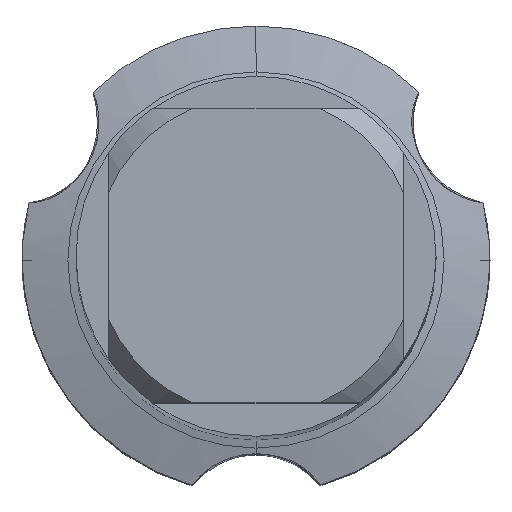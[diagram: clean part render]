
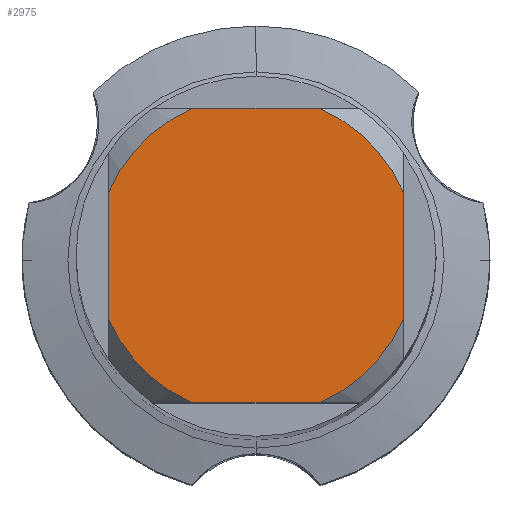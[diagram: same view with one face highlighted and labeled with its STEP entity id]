
A CAD part, top view. The second image highlights one B-rep face of the part: STEP entity #2975.
In plain terms, the highlighted planar face has unit normal (0, 0, 1).
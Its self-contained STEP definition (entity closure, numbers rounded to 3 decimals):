
#1973=VERTEX_POINT('',#5775);
#2335=VERTEX_POINT('',#6174);
#2731=VERTEX_POINT('',#6607);
#2843=VERTEX_POINT('',#6730);
#2867=VERTEX_POINT('',#6758);
#2975=ADVANCED_FACE('',(#6872),#6873,.T.);
#3365=VERTEX_POINT('',#7298);
#3433=EDGE_CURVE('',#1973,#2731,#7369,.T.);
#3571=EDGE_CURVE('',#4389,#2731,#7515,.T.);
#4017=VERTEX_POINT('',#8004);
#4019=EDGE_CURVE('',#4017,#2843,#8006,.T.);
#4081=EDGE_CURVE('',#2867,#2335,#8074,.T.);
#4389=VERTEX_POINT('',#8409);
#4435=EDGE_CURVE('',#1973,#2335,#8459,.T.);
#4659=EDGE_CURVE('',#4389,#3365,#8697,.T.);
#5039=EDGE_CURVE('',#4017,#3365,#9113,.T.);
#5079=EDGE_CURVE('',#2867,#2843,#9157,.T.);
#5775=CARTESIAN_POINT('',(1.939,4.5,0.0));
#6174=CARTESIAN_POINT('',(-1.939,4.5,0.0));
#6607=CARTESIAN_POINT('',(4.5,1.939,0.0));
#6730=CARTESIAN_POINT('',(-4.5,-1.939,0.0));
#6758=CARTESIAN_POINT('',(-4.5,1.939,0.0));
#6872=FACE_OUTER_BOUND('',#11849,.T.);
#6873=PLANE('',#11850);
#7298=CARTESIAN_POINT('',(1.939,-4.5,0.0));
#7369=CIRCLE('',#12714,4.9);
#7515=LINE('',#12974,#12975);
#8004=CARTESIAN_POINT('',(-1.939,-4.5,0.0));
#8006=CIRCLE('',#13751,4.9);
#8074=CIRCLE('',#13869,4.9);
#8409=CARTESIAN_POINT('',(4.5,-1.939,0.0));
#8459=LINE('',#14563,#14564);
#8697=CIRCLE('',#15018,4.9);
#9113=LINE('',#15763,#15764);
#9157=LINE('',#15841,#15842);
#11849=EDGE_LOOP('',(#18591,#18592,#18593,#18594,#18595,#18596,#18597,#18598));
#11850=AXIS2_PLACEMENT_3D('',#18599,#18600,#18601);
#12714=AXIS2_PLACEMENT_3D('',#19111,#19112,#19113);
#12974=CARTESIAN_POINT('',(4.5,1.225,0.0));
#12975=VECTOR('',#19227,1.0);
#13751=AXIS2_PLACEMENT_3D('',#19759,#19760,#19761);
#13869=AXIS2_PLACEMENT_3D('',#19835,#19836,#19837);
#14563=CARTESIAN_POINT('',(0.0,4.5,0.0));
#14564=VECTOR('',#20250,1.0);
#15018=AXIS2_PLACEMENT_3D('',#20580,#20581,#20582);
#15763=CARTESIAN_POINT('',(0.0,-4.5,0.0));
#15764=VECTOR('',#21037,1.0);
#15841=CARTESIAN_POINT('',(-4.5,1.225,0.0));
#15842=VECTOR('',#21088,1.0);
#18591=ORIENTED_EDGE('',*,*,#5079,.T.);
#18592=ORIENTED_EDGE('',*,*,#4019,.F.);
#18593=ORIENTED_EDGE('',*,*,#5039,.T.);
#18594=ORIENTED_EDGE('',*,*,#4659,.F.);
#18595=ORIENTED_EDGE('',*,*,#3571,.T.);
#18596=ORIENTED_EDGE('',*,*,#3433,.F.);
#18597=ORIENTED_EDGE('',*,*,#4435,.T.);
#18598=ORIENTED_EDGE('',*,*,#4081,.F.);
#18599=CARTESIAN_POINT('',(0.0,2.45,0.0));
#18600=DIRECTION('',(-0.0,0.0,1.0));
#18601=DIRECTION('',(0.0,-1.0,0.0));
#19111=CARTESIAN_POINT('',(0.0,0.0,0.0));
#19112=DIRECTION('',(0.0,0.0,-1.0));
#19113=DIRECTION('',(0.0,1.0,0.0));
#19227=DIRECTION('',(-0.0,1.0,0.0));
#19759=CARTESIAN_POINT('',(0.0,0.0,0.0));
#19760=DIRECTION('',(0.0,0.0,-1.0));
#19761=DIRECTION('',(0.0,1.0,0.0));
#19835=CARTESIAN_POINT('',(0.0,0.0,0.0));
#19836=DIRECTION('',(0.0,0.0,-1.0));
#19837=DIRECTION('',(0.0,1.0,0.0));
#20250=DIRECTION('',(-1.0,0.0,0.0));
#20580=CARTESIAN_POINT('',(0.0,0.0,0.0));
#20581=DIRECTION('',(0.0,0.0,-1.0));
#20582=DIRECTION('',(0.0,1.0,0.0));
#21037=DIRECTION('',(1.0,0.0,0.0));
#21088=DIRECTION('',(-0.0,-1.0,0.0));
